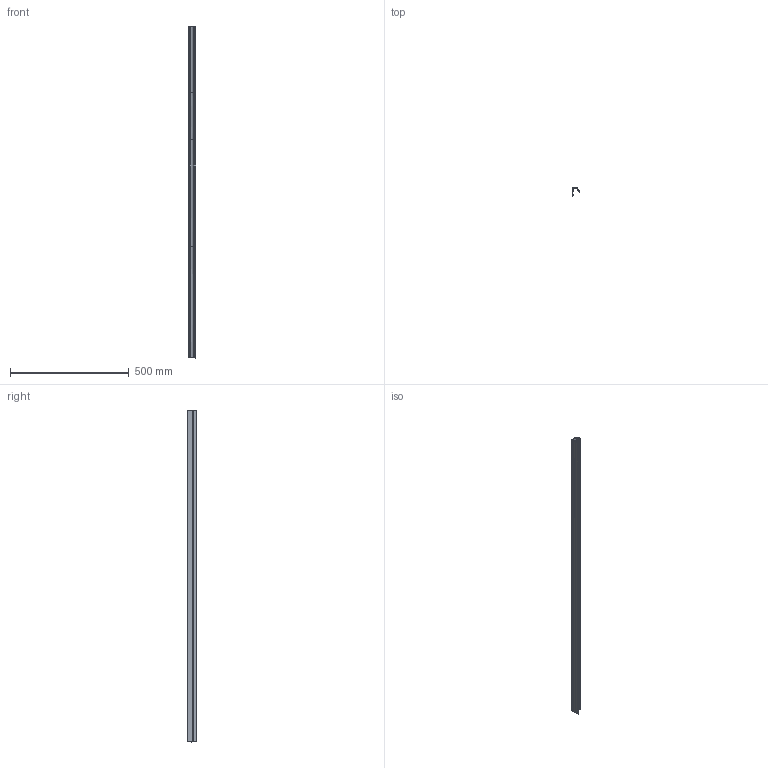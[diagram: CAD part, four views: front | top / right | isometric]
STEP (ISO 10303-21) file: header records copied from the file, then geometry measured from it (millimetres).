
FILE_DESCRIPTION((''),'2;1');
FILE_NAME('DB001642_ALU-PROFIL_1','2012-01-25T',('dhelisch'),(''),'PRO/ENGINEER BY PARAMETRIC TECHNOLOGY CORPORATION, 2007250','PRO/ENGINEER BY PARAMETRIC TECHNOLOGY CORPORATION, 2007250','');
FILE_SCHEMA(('CONFIG_CONTROL_DESIGN'));
Length unit declared in the file: millimetre
Products named in the file (1): DB001642_ALU-PROFIL_1
Bounding box: 33.53 x 38.6 x 1400 mm (x, y, z)
Volume: 239225 mm3; surface area: 274469.1 mm2
Topology: 1 solids, 1 shells, 164 faces, 464 edges, 302 vertices
Faces by surface type: bspline 88, cylinder 41, plane 35
Entity records: 7991 total; most frequent: CARTESIAN_POINT 3919, ORIENTED_EDGE 928, DIRECTION 693, EDGE_CURVE 464, VERTEX_POINT 302, VECTOR 281, LINE 281, AXIS2_PLACEMENT_3D 206
